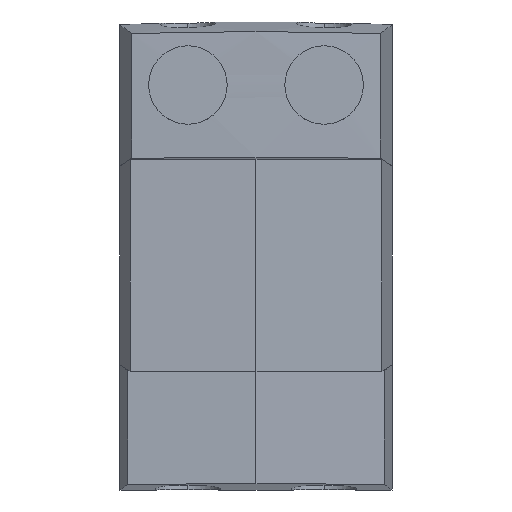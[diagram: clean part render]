
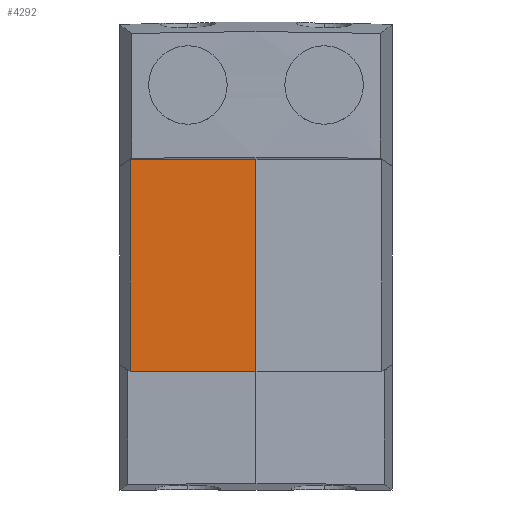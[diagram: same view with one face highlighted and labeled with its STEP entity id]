
A CAD part, top view. The second image highlights one B-rep face of the part: STEP entity #4292.
In plain terms, the highlighted cylindrical face has radius 2500 mm (diameter 5000 mm), a partial arc.
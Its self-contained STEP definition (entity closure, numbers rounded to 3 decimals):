
#119 = DIRECTION ( 'NONE',  ( 0., 1., 0. ) ) ;
#243 = EDGE_CURVE ( 'NONE', #532, #2564, #3123, .T. ) ;
#249 = VERTEX_POINT ( 'NONE', #5226 ) ;
#309 = DIRECTION ( 'NONE',  ( 0., 1., 0. ) ) ;
#532 = VERTEX_POINT ( 'NONE', #5220 ) ;
#565 = AXIS2_PLACEMENT_3D ( 'NONE', #2053, #3357, #2912 ) ;
#569 = CARTESIAN_POINT ( 'NONE',  ( -96.356, -97.281, 93.399 ) ) ;
#616 = CARTESIAN_POINT ( 'NONE',  ( 0., -97.525, 95.182 ) ) ;
#714 = ORIENTED_EDGE ( 'NONE', *, *, #3810, .T. ) ;
#1000 = CARTESIAN_POINT ( 'NONE',  ( -57.858, -97.464, 94.735 ) ) ;
#1033 = VERTEX_POINT ( 'NONE', #616 ) ;
#1148 = VECTOR ( 'NONE', #119, 1000. ) ;
#1500 = ORIENTED_EDGE ( 'NONE', *, *, #243, .F. ) ;
#1695 = CARTESIAN_POINT ( 'NONE',  ( 0., 97.525, 95.182 ) ) ;
#1868 = VECTOR ( 'NONE', #309, 1000. ) ;
#2053 = CARTESIAN_POINT ( 'NONE',  ( 0., -105., -2404.818 ) ) ;
#2217 = CARTESIAN_POINT ( 'NONE',  ( -115.59, -105., 92.508 ) ) ;
#2301 = CARTESIAN_POINT ( 'NONE',  ( -115.59, -97.161, 92.508 ) ) ;
#2501 = CARTESIAN_POINT ( 'NONE',  ( 0., -105., 95.182 ) ) ;
#2564 = VERTEX_POINT ( 'NONE', #3623 ) ;
#2598 = B_SPLINE_CURVE_WITH_KNOTS ( 'NONE', 3,
 ( #4798, #3046, #4770, #1695 ),
 .UNSPECIFIED., .F., .F.,
 ( 4, 4 ),
 ( 0.014, 0.13 ),
 .UNSPECIFIED. ) ;
#2912 = DIRECTION ( 'NONE',  ( 0., 0., 1. ) ) ;
#2942 = B_SPLINE_CURVE_WITH_KNOTS ( 'NONE', 3,
 ( #4048, #3582, #1000, #569, #2301 ),
 .UNSPECIFIED., .F., .F.,
 ( 4, 1, 4 ),
 ( 9.564, 9.622, 9.679 ),
 .UNSPECIFIED. ) ;
#3046 = CARTESIAN_POINT ( 'NONE',  ( -77.06, 97.402, 94.292 ) ) ;
#3123 = LINE ( 'NONE', #2217, #1148 ) ;
#3339 = LINE ( 'NONE', #2501, #1868 ) ;
#3357 = DIRECTION ( 'NONE',  ( 0., 1., 0. ) ) ;
#3582 = CARTESIAN_POINT ( 'NONE',  ( -19.297, -97.525, 95.182 ) ) ;
#3623 = CARTESIAN_POINT ( 'NONE',  ( -115.59, 97.161, 92.508 ) ) ;
#3683 = ORIENTED_EDGE ( 'NONE', *, *, #4951, .F. ) ;
#3785 = FACE_OUTER_BOUND ( 'NONE', #4483, .T. ) ;
#3810 = EDGE_CURVE ( 'NONE', #1033, #249, #3339, .T. ) ;
#4048 = CARTESIAN_POINT ( 'NONE',  ( 0., -97.525, 95.182 ) ) ;
#4155 = ORIENTED_EDGE ( 'NONE', *, *, #4336, .F. ) ;
#4176 = CYLINDRICAL_SURFACE ( 'NONE', #565, 2500. ) ;
#4292 = ADVANCED_FACE ( 'NONE', ( #3785 ), #4176, .T. ) ;
#4336 = EDGE_CURVE ( 'NONE', #2564, #249, #2598, .T. ) ;
#4483 = EDGE_LOOP ( 'NONE', ( #3683, #714, #4155, #1500 ) ) ;
#4770 = CARTESIAN_POINT ( 'NONE',  ( -38.53, 97.525, 95.182 ) ) ;
#4798 = CARTESIAN_POINT ( 'NONE',  ( -115.59, 97.161, 92.508 ) ) ;
#4951 = EDGE_CURVE ( 'NONE', #1033, #532, #2942, .T. ) ;
#5220 = CARTESIAN_POINT ( 'NONE',  ( -115.59, -97.161, 92.508 ) ) ;
#5226 = CARTESIAN_POINT ( 'NONE',  ( 0., 97.525, 95.182 ) ) ;
